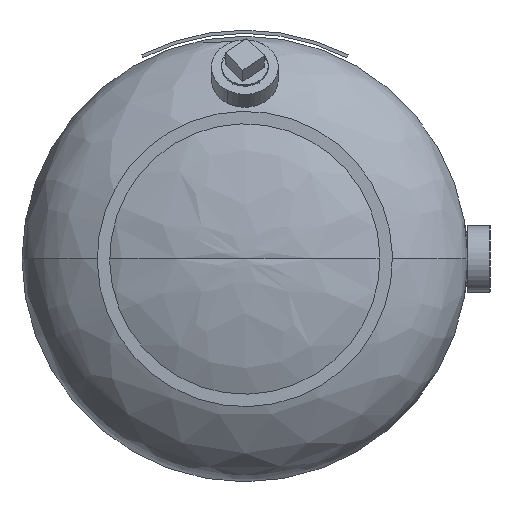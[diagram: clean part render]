
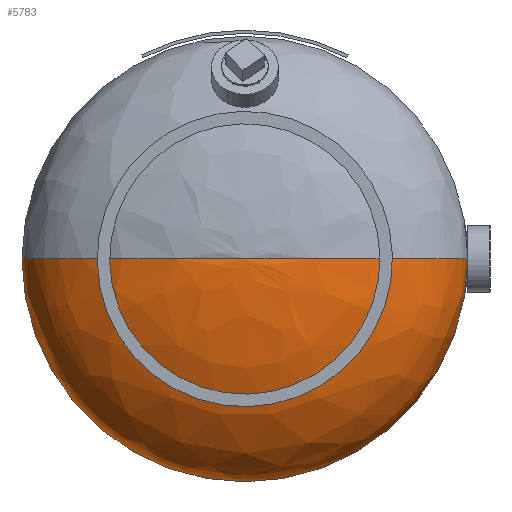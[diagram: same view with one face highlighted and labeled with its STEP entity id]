
A CAD part, front view. The second image highlights one B-rep face of the part: STEP entity #5783.
In plain terms, the highlighted free-form (B-spline) face has degree [3, 3] with [4, 4] control points.
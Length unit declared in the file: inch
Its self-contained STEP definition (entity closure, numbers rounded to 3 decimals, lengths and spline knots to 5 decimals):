
#3 = DIRECTION ( 'NONE',  ( 0., -1., 0. ) ) ;
#185 = CARTESIAN_POINT ( 'NONE',  ( 2.92893, 3.062, 0. ) ) ;
#287 = CARTESIAN_POINT ( 'NONE',  ( 5., 0.515, 0. ) ) ;
#336 = CARTESIAN_POINT ( 'NONE',  ( 5., 2.007, 0. ) ) ;
#541 = DIRECTION ( 'NONE',  ( 0., -1., 0. ) ) ;
#788 = CIRCLE ( 'NONE', #3604, 5. ) ;
#1059 = CARTESIAN_POINT ( 'NONE',  ( 5., 2.007, 10. ) ) ;
#1096 = CARTESIAN_POINT ( 'NONE',  ( 0., 3.062, 0. ) ) ;
#1111 = CARTESIAN_POINT ( 'NONE',  ( -5., 2.007, 10. ) ) ;
#1400 = CARTESIAN_POINT ( 'NONE',  ( -2.92893, 3.062, 0. ) ) ;
#1568 = CARTESIAN_POINT ( 'NONE',  ( 0., 0.515, 0. ) ) ;
#1950 = CARTESIAN_POINT ( 'NONE',  ( -5., 0.515, 0. ) ) ;
#1960 = CARTESIAN_POINT ( 'NONE',  ( 5., 0.515, 0. ) ) ;
#2175 = CARTESIAN_POINT ( 'NONE',  ( 0., 3.062, 0. ) ) ;
#2566 = CARTESIAN_POINT ( 'NONE',  ( 2.92893, 3.062, 0. ) ) ;
#2620 = CARTESIAN_POINT ( 'NONE',  ( 5., 0.515, 10. ) ) ;
#2723 = FACE_OUTER_BOUND ( 'NONE', #7482, .T. ) ;
#2803 = ORIENTED_EDGE ( 'NONE', *, *, #5278, .F. ) ;
#3149 =( BOUNDED_CURVE ( )  B_SPLINE_CURVE ( 3, ( #6486, #185, #336, #3387 ),
 .UNSPECIFIED., .F., .T. ) 
 B_SPLINE_CURVE_WITH_KNOTS ( ( 4, 4 ),
 ( 1.5708, 3.14159 ),
 .UNSPECIFIED. ) 
 CURVE ( )  GEOMETRIC_REPRESENTATION_ITEM ( )  RATIONAL_B_SPLINE_CURVE ( ( 1., 0.805, 0.805, 1. ) ) 
 REPRESENTATION_ITEM ( '' )  );
#3202 = VERTEX_POINT ( 'NONE', #1960 ) ;
#3387 = CARTESIAN_POINT ( 'NONE',  ( 5., 0.515, 0. ) ) ;
#3487 = CARTESIAN_POINT ( 'NONE',  ( 0., 3.062, 0. ) ) ;
#3604 = AXIS2_PLACEMENT_3D ( 'NONE', #9038, #541, #3646 ) ;
#3646 = DIRECTION ( 'NONE',  ( 0., 0., -1. ) ) ;
#3782 = CARTESIAN_POINT ( 'NONE',  ( -5., 2.007, 0. ) ) ;
#4215 = CARTESIAN_POINT ( 'NONE',  ( 2.92893, 3.062, 5.85786 ) ) ;
#4217 = EDGE_CURVE ( 'NONE', #6199, #8934, #6642, .T. ) ;
#4621 = AXIS2_PLACEMENT_3D ( 'NONE', #1568, #3, #7915 ) ;
#4803 = CARTESIAN_POINT ( 'NONE',  ( 0., 0.515, 5. ) ) ;
#5278 = EDGE_CURVE ( 'NONE', #3202, #9510, #788, .T. ) ;
#5709 = CARTESIAN_POINT ( 'NONE',  ( -2.92893, 3.062, 0. ) ) ;
#5731 = ORIENTED_EDGE ( 'NONE', *, *, #5768, .F. ) ;
#5758 = CARTESIAN_POINT ( 'NONE',  ( -5., 0.515, 10. ) ) ;
#5768 = EDGE_CURVE ( 'NONE', #6199, #3202, #3149, .T. ) ;
#5783 = ADVANCED_FACE ( 'NONE', ( #2723 ), #7705, .F. ) ;
#5790 = CARTESIAN_POINT ( 'NONE',  ( -5., 0.515, 0. ) ) ;
#5860 = CARTESIAN_POINT ( 'NONE',  ( 0., 3.062, 0. ) ) ;
#6136 = CARTESIAN_POINT ( 'NONE',  ( -5., 0.515, 0. ) ) ;
#6199 = VERTEX_POINT ( 'NONE', #1096 ) ;
#6486 = CARTESIAN_POINT ( 'NONE',  ( 0., 3.062, 0. ) ) ;
#6538 = CARTESIAN_POINT ( 'NONE',  ( 5., 2.007, 0. ) ) ;
#6642 =( BOUNDED_CURVE ( )  B_SPLINE_CURVE ( 3, ( #2175, #1400, #3782, #6136 ),
 .UNSPECIFIED., .F., .T. ) 
 B_SPLINE_CURVE_WITH_KNOTS ( ( 4, 4 ),
 ( 1.5708, 3.14159 ),
 .UNSPECIFIED. ) 
 CURVE ( )  GEOMETRIC_REPRESENTATION_ITEM ( )  RATIONAL_B_SPLINE_CURVE ( ( 1., 0.805, 0.805, 1. ) ) 
 REPRESENTATION_ITEM ( '' )  );
#7482 = EDGE_LOOP ( 'NONE', ( #5731, #9211, #7698, #2803 ) ) ;
#7698 = ORIENTED_EDGE ( 'NONE', *, *, #8859, .F. ) ;
#7705 =( BOUNDED_SURFACE ( )  B_SPLINE_SURFACE ( 3, 3, ( 
 ( #3487, #5860, #8990, #9553 ),
 ( #2566, #4215, #8191, #5709 ),
 ( #6538, #1059, #1111, #9654 ),
 ( #287, #2620, #5758, #1950 ) ),
 .UNSPECIFIED., .F., .F., .T. ) 
 B_SPLINE_SURFACE_WITH_KNOTS ( ( 4, 4 ),
 ( 4, 4 ),
 ( 0., 1. ),
 ( 0., 1. ),
 .UNSPECIFIED. ) 
 GEOMETRIC_REPRESENTATION_ITEM ( )  RATIONAL_B_SPLINE_SURFACE ( (
 ( 1., 0.333, 0.333, 1.),
 ( 0.805, 0.268, 0.268, 0.805),
 ( 0.805, 0.268, 0.268, 0.805),
 ( 1., 0.333, 0.333, 1.) ) ) 
 REPRESENTATION_ITEM ( '' )  SURFACE ( )  );
#7915 = DIRECTION ( 'NONE',  ( 0., 0., -1. ) ) ;
#8191 = CARTESIAN_POINT ( 'NONE',  ( -2.92893, 3.062, 5.85786 ) ) ;
#8859 = EDGE_CURVE ( 'NONE', #9510, #8934, #10183, .T. ) ;
#8934 = VERTEX_POINT ( 'NONE', #5790 ) ;
#8990 = CARTESIAN_POINT ( 'NONE',  ( 0., 3.062, 0. ) ) ;
#9038 = CARTESIAN_POINT ( 'NONE',  ( 0., 0.515, 0. ) ) ;
#9211 = ORIENTED_EDGE ( 'NONE', *, *, #4217, .T. ) ;
#9510 = VERTEX_POINT ( 'NONE', #4803 ) ;
#9553 = CARTESIAN_POINT ( 'NONE',  ( 0., 3.062, 0. ) ) ;
#9654 = CARTESIAN_POINT ( 'NONE',  ( -5., 2.007, 0. ) ) ;
#10183 = CIRCLE ( 'NONE', #4621, 5. ) ;
